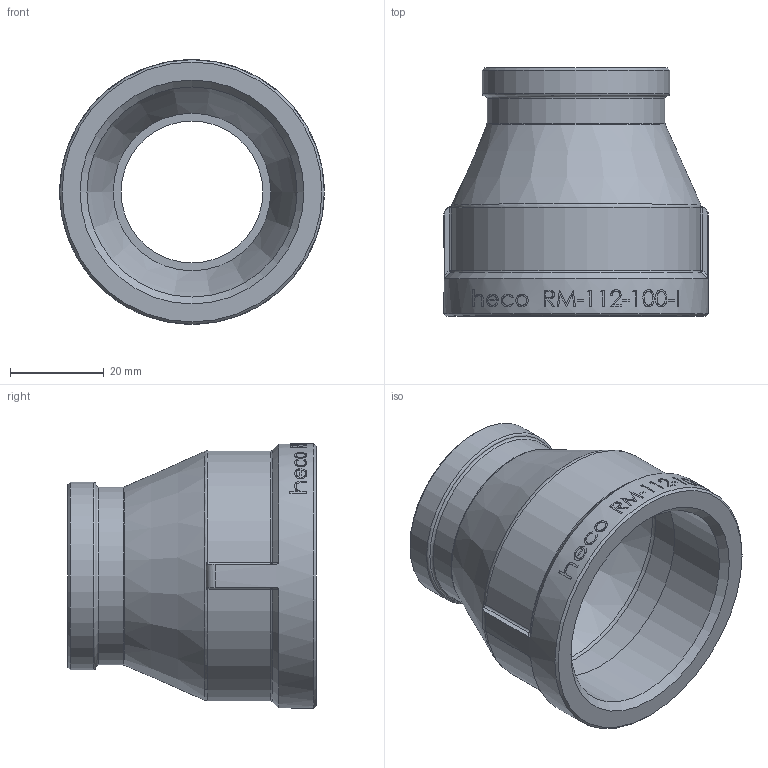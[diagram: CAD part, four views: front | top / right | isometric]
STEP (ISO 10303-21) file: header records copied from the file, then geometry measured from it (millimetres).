
FILE_DESCRIPTION (( 'STEP AP214' ), '1' );
FILE_NAME ('RM-112-100-I Reduziermuffe 2305.STEP', '2023-05-08T08:26:49', ( '' ), ( '' ), 'SwSTEP 2.0', 'SolidWorks 2019', '' );
FILE_SCHEMA (( 'AUTOMOTIVE_DESIGN' ));
Length unit declared in the file: millimetre
Products named in the file (1): RM-112-100-I Reduziermuffe 2305
Bounding box: 56.5 x 53 x 56.5 mm (x, y, z)
Volume: 27559.7 mm3; surface area: 17106.8 mm2
Topology: 1 solids, 1 shells, 211 faces, 535 edges, 349 vertices
Faces by surface type: plane 85, bspline 71, cylinder 33, torus 10, cone 8, sphere 4
Full cylindrical faces by diameter (mm): 30.291 x1, 38 x1, 40 x1, 44.845 x1, 48.7 x1, 56.5 x1
Entity records: 11510 total; most frequent: CARTESIAN_POINT 5316, ORIENTED_EDGE 1016, DIRECTION 697, EDGE_CURVE 508, VERTEX_POINT 340, EDGE_LOOP 252, AXIS2_PLACEMENT_3D 250, FACE_OUTER_BOUND 221
